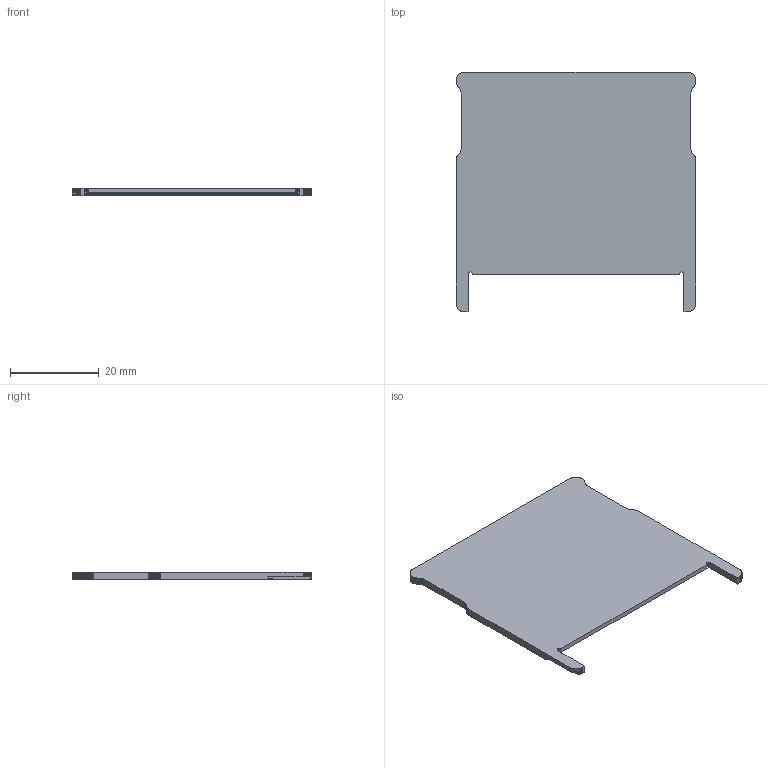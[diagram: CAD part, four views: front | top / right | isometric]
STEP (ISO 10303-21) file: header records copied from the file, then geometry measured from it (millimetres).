
FILE_DESCRIPTION(('FreeCAD Model'),'2;1');
FILE_NAME('Open CASCADE Shape Model','2025-04-19T05:45:32',(''),(''), 'Open CASCADE STEP processor 7.8','FreeCAD','Unknown');
FILE_SCHEMA(('AP242_MANAGED_MODEL_BASED_3D_ENGINEERING_MIM_LF. {1 0 10303 442 1 1 4 }'));
Length unit declared in the file: millimetre
Products named in the file (1): WP_2_IC_Card_Cover_FLASH_no_bank_no_wren_kicad002
Bounding box: 54 x 54 x 1.71 mm (x, y, z)
Surface area: 5388.2 mm2 (no closed solid volume)
Topology: 0 solids, 1 shells, 392 faces, 867 edges, 478 vertices
Faces by surface type: plane 392
Entity records: 10192 total; most frequent: CARTESIAN_POINT 1738, ORIENTED_EDGE 1734, DIRECTION 1653, EDGE_CURVE 867, LINE 867, VECTOR 867, VERTEX_POINT 478, AXIS2_PLACEMENT_3D 393
